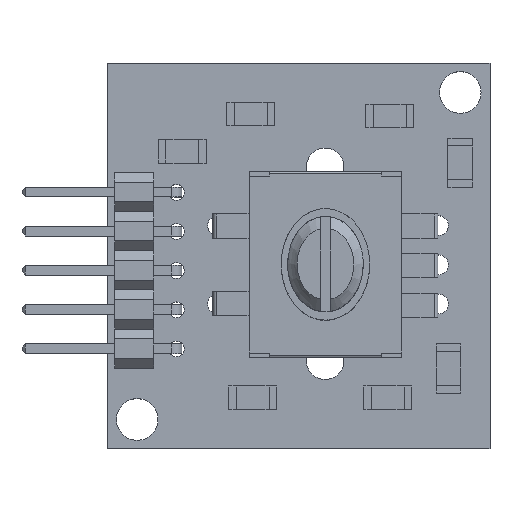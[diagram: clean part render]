
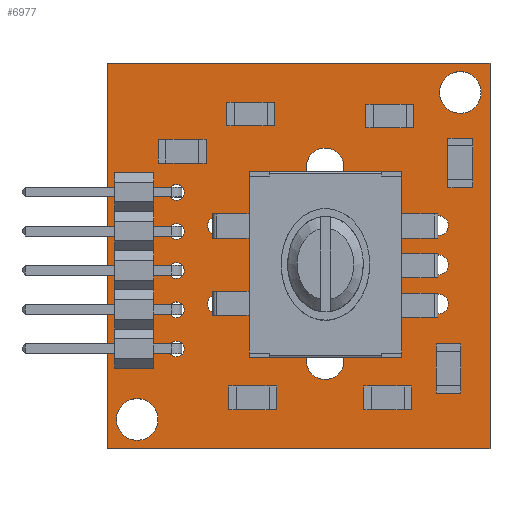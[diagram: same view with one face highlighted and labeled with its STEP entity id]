
A CAD part, top view. The second image highlights one B-rep face of the part: STEP entity #6977.
In plain terms, the highlighted planar face has unit normal (0, 0, 1).
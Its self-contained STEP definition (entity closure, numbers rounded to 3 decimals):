
#410=FACE_BOUND('',#1235,.T.);
#411=FACE_BOUND('',#1236,.T.);
#412=FACE_BOUND('',#1237,.T.);
#413=FACE_BOUND('',#1238,.T.);
#414=FACE_BOUND('',#1239,.T.);
#415=FACE_BOUND('',#1240,.T.);
#416=FACE_BOUND('',#1241,.T.);
#417=FACE_BOUND('',#1242,.T.);
#418=FACE_BOUND('',#1243,.T.);
#419=FACE_BOUND('',#1244,.T.);
#420=FACE_BOUND('',#1245,.T.);
#421=FACE_BOUND('',#1246,.T.);
#422=FACE_BOUND('',#1247,.T.);
#423=FACE_BOUND('',#1248,.T.);
#452=PLANE('',#7866);
#821=FACE_OUTER_BOUND('',#1234,.T.);
#1234=EDGE_LOOP('',(#5002,#5003,#5004,#5005));
#1235=EDGE_LOOP('',(#5006));
#1236=EDGE_LOOP('',(#5007));
#1237=EDGE_LOOP('',(#5008));
#1238=EDGE_LOOP('',(#5009));
#1239=EDGE_LOOP('',(#5010));
#1240=EDGE_LOOP('',(#5011));
#1241=EDGE_LOOP('',(#5012));
#1242=EDGE_LOOP('',(#5013));
#1243=EDGE_LOOP('',(#5014));
#1244=EDGE_LOOP('',(#5015));
#1245=EDGE_LOOP('',(#5016));
#1246=EDGE_LOOP('',(#5017));
#1247=EDGE_LOOP('',(#5018));
#1248=EDGE_LOOP('',(#5019));
#1683=LINE('',#10323,#2508);
#1686=LINE('',#10329,#2511);
#1689=LINE('',#10335,#2514);
#1692=LINE('',#10339,#2517);
#2508=VECTOR('',#8454,10.);
#2511=VECTOR('',#8459,10.);
#2514=VECTOR('',#8464,10.);
#2517=VECTOR('',#8469,10.);
#3318=CIRCLE('',#7822,0.635);
#3320=CIRCLE('',#7825,1.219);
#3322=CIRCLE('',#7828,0.635);
#3324=CIRCLE('',#7831,0.635);
#3326=CIRCLE('',#7834,0.508);
#3328=CIRCLE('',#7837,0.508);
#3330=CIRCLE('',#7840,0.508);
#3332=CIRCLE('',#7843,0.508);
#3334=CIRCLE('',#7846,0.508);
#3336=CIRCLE('',#7849,1.219);
#3338=CIRCLE('',#7852,0.635);
#3340=CIRCLE('',#7855,0.635);
#3341=CIRCLE('',#7857,1.35);
#3343=CIRCLE('',#7860,1.35);
#3366=VERTEX_POINT('',#10235);
#3368=VERTEX_POINT('',#10241);
#3370=VERTEX_POINT('',#10247);
#3372=VERTEX_POINT('',#10253);
#3374=VERTEX_POINT('',#10259);
#3376=VERTEX_POINT('',#10265);
#3378=VERTEX_POINT('',#10271);
#3380=VERTEX_POINT('',#10277);
#3382=VERTEX_POINT('',#10283);
#3384=VERTEX_POINT('',#10289);
#3386=VERTEX_POINT('',#10295);
#3388=VERTEX_POINT('',#10301);
#3389=VERTEX_POINT('',#10305);
#3391=VERTEX_POINT('',#10311);
#3395=VERTEX_POINT('',#10320);
#3396=VERTEX_POINT('',#10322);
#3398=VERTEX_POINT('',#10328);
#3400=VERTEX_POINT('',#10334);
#3985=EDGE_CURVE('',#3366,#3366,#3318,.T.);
#3988=EDGE_CURVE('',#3368,#3368,#3320,.T.);
#3991=EDGE_CURVE('',#3370,#3370,#3322,.T.);
#3994=EDGE_CURVE('',#3372,#3372,#3324,.T.);
#3997=EDGE_CURVE('',#3374,#3374,#3326,.T.);
#4000=EDGE_CURVE('',#3376,#3376,#3328,.T.);
#4003=EDGE_CURVE('',#3378,#3378,#3330,.T.);
#4006=EDGE_CURVE('',#3380,#3380,#3332,.T.);
#4009=EDGE_CURVE('',#3382,#3382,#3334,.T.);
#4012=EDGE_CURVE('',#3384,#3384,#3336,.T.);
#4015=EDGE_CURVE('',#3386,#3386,#3338,.T.);
#4018=EDGE_CURVE('',#3388,#3388,#3340,.T.);
#4019=EDGE_CURVE('',#3389,#3389,#3341,.T.);
#4022=EDGE_CURVE('',#3391,#3391,#3343,.T.);
#4027=EDGE_CURVE('',#3396,#3395,#1683,.T.);
#4030=EDGE_CURVE('',#3398,#3396,#1686,.T.);
#4033=EDGE_CURVE('',#3400,#3398,#1689,.T.);
#4036=EDGE_CURVE('',#3395,#3400,#1692,.T.);
#5002=ORIENTED_EDGE('',*,*,#4036,.T.);
#5003=ORIENTED_EDGE('',*,*,#4033,.T.);
#5004=ORIENTED_EDGE('',*,*,#4030,.T.);
#5005=ORIENTED_EDGE('',*,*,#4027,.T.);
#5006=ORIENTED_EDGE('',*,*,#3985,.T.);
#5007=ORIENTED_EDGE('',*,*,#3988,.T.);
#5008=ORIENTED_EDGE('',*,*,#3991,.T.);
#5009=ORIENTED_EDGE('',*,*,#3994,.T.);
#5010=ORIENTED_EDGE('',*,*,#3997,.T.);
#5011=ORIENTED_EDGE('',*,*,#4000,.T.);
#5012=ORIENTED_EDGE('',*,*,#4003,.T.);
#5013=ORIENTED_EDGE('',*,*,#4006,.T.);
#5014=ORIENTED_EDGE('',*,*,#4009,.T.);
#5015=ORIENTED_EDGE('',*,*,#4012,.T.);
#5016=ORIENTED_EDGE('',*,*,#4015,.T.);
#5017=ORIENTED_EDGE('',*,*,#4018,.T.);
#5018=ORIENTED_EDGE('',*,*,#4022,.T.);
#5019=ORIENTED_EDGE('',*,*,#4019,.T.);
#6977=ADVANCED_FACE('',(#821,#410,#411,#412,#413,#414,#415,#416,#417,#418,
#419,#420,#421,#422,#423),#452,.T.);
#7822=AXIS2_PLACEMENT_3D('',#10237,#8357,#8358);
#7825=AXIS2_PLACEMENT_3D('',#10243,#8364,#8365);
#7828=AXIS2_PLACEMENT_3D('',#10249,#8371,#8372);
#7831=AXIS2_PLACEMENT_3D('',#10255,#8378,#8379);
#7834=AXIS2_PLACEMENT_3D('',#10261,#8385,#8386);
#7837=AXIS2_PLACEMENT_3D('',#10267,#8392,#8393);
#7840=AXIS2_PLACEMENT_3D('',#10273,#8399,#8400);
#7843=AXIS2_PLACEMENT_3D('',#10279,#8406,#8407);
#7846=AXIS2_PLACEMENT_3D('',#10285,#8413,#8414);
#7849=AXIS2_PLACEMENT_3D('',#10291,#8420,#8421);
#7852=AXIS2_PLACEMENT_3D('',#10297,#8427,#8428);
#7855=AXIS2_PLACEMENT_3D('',#10303,#8434,#8435);
#7857=AXIS2_PLACEMENT_3D('',#10306,#8438,#8439);
#7860=AXIS2_PLACEMENT_3D('',#10312,#8445,#8446);
#7866=AXIS2_PLACEMENT_3D('',#10340,#8470,#8471);
#8357=DIRECTION('center_axis',(0.,0.,-1.));
#8358=DIRECTION('ref_axis',(1.,0.,0.));
#8364=DIRECTION('center_axis',(0.,0.,-1.));
#8365=DIRECTION('ref_axis',(1.,0.,0.));
#8371=DIRECTION('center_axis',(0.,0.,-1.));
#8372=DIRECTION('ref_axis',(1.,0.,0.));
#8378=DIRECTION('center_axis',(0.,0.,-1.));
#8379=DIRECTION('ref_axis',(1.,0.,0.));
#8385=DIRECTION('center_axis',(0.,0.,-1.));
#8386=DIRECTION('ref_axis',(1.,0.,0.));
#8392=DIRECTION('center_axis',(0.,0.,-1.));
#8393=DIRECTION('ref_axis',(1.,0.,0.));
#8399=DIRECTION('center_axis',(0.,0.,-1.));
#8400=DIRECTION('ref_axis',(1.,0.,0.));
#8406=DIRECTION('center_axis',(0.,0.,-1.));
#8407=DIRECTION('ref_axis',(1.,0.,0.));
#8413=DIRECTION('center_axis',(0.,0.,-1.));
#8414=DIRECTION('ref_axis',(1.,0.,0.));
#8420=DIRECTION('center_axis',(0.,0.,-1.));
#8421=DIRECTION('ref_axis',(1.,0.,0.));
#8427=DIRECTION('center_axis',(0.,0.,-1.));
#8428=DIRECTION('ref_axis',(1.,0.,0.));
#8434=DIRECTION('center_axis',(0.,0.,-1.));
#8435=DIRECTION('ref_axis',(1.,0.,0.));
#8438=DIRECTION('center_axis',(0.,0.,-1.));
#8439=DIRECTION('ref_axis',(1.,0.,0.));
#8445=DIRECTION('center_axis',(0.,0.,-1.));
#8446=DIRECTION('ref_axis',(1.,0.,0.));
#8454=DIRECTION('',(-1.,0.,0.));
#8459=DIRECTION('',(0.,1.,0.));
#8464=DIRECTION('',(1.,0.,0.));
#8469=DIRECTION('',(0.,-1.,0.));
#8470=DIRECTION('center_axis',(0.,0.,1.));
#8471=DIRECTION('ref_axis',(1.,0.,0.));
#10235=CARTESIAN_POINT('',(20.828,16.383,1.57));
#10237=CARTESIAN_POINT('Origin',(21.463,16.383,1.57));
#10241=CARTESIAN_POINT('',(12.878,7.62,1.57));
#10243=CARTESIAN_POINT('Origin',(14.097,7.62,1.57));
#10247=CARTESIAN_POINT('',(6.477,16.383,1.57));
#10249=CARTESIAN_POINT('Origin',(7.112,16.383,1.57));
#10253=CARTESIAN_POINT('',(20.828,13.843,1.57));
#10255=CARTESIAN_POINT('Origin',(21.463,13.843,1.57));
#10259=CARTESIAN_POINT('',(3.937,16.002,1.57));
#10261=CARTESIAN_POINT('Origin',(4.445,16.002,1.57));
#10265=CARTESIAN_POINT('',(3.937,10.922,1.57));
#10267=CARTESIAN_POINT('Origin',(4.445,10.922,1.57));
#10271=CARTESIAN_POINT('',(3.937,13.462,1.57));
#10273=CARTESIAN_POINT('Origin',(4.445,13.462,1.57));
#10277=CARTESIAN_POINT('',(3.937,18.542,1.57));
#10279=CARTESIAN_POINT('Origin',(4.445,18.542,1.57));
#10283=CARTESIAN_POINT('',(3.937,8.382,1.57));
#10285=CARTESIAN_POINT('Origin',(4.445,8.382,1.57));
#10289=CARTESIAN_POINT('',(12.878,20.193,1.57));
#10291=CARTESIAN_POINT('Origin',(14.097,20.193,1.57));
#10295=CARTESIAN_POINT('',(6.477,11.303,1.57));
#10297=CARTESIAN_POINT('Origin',(7.112,11.303,1.57));
#10301=CARTESIAN_POINT('',(20.828,11.303,1.57));
#10303=CARTESIAN_POINT('Origin',(21.463,11.303,1.57));
#10305=CARTESIAN_POINT('',(0.555,3.81,1.57));
#10306=CARTESIAN_POINT('Origin',(1.905,3.81,1.57));
#10311=CARTESIAN_POINT('',(21.51,25.019,1.57));
#10312=CARTESIAN_POINT('Origin',(22.86,25.019,1.57));
#10320=CARTESIAN_POINT('',(0.,26.924,1.57));
#10322=CARTESIAN_POINT('',(24.79,26.924,1.57));
#10323=CARTESIAN_POINT('',(24.79,26.924,1.57));
#10328=CARTESIAN_POINT('',(24.79,1.905,1.57));
#10329=CARTESIAN_POINT('',(24.79,1.905,1.57));
#10334=CARTESIAN_POINT('',(0.,1.905,1.57));
#10335=CARTESIAN_POINT('',(0.,1.905,1.57));
#10339=CARTESIAN_POINT('',(0.,26.924,1.57));
#10340=CARTESIAN_POINT('Origin',(12.395,14.415,1.57));
